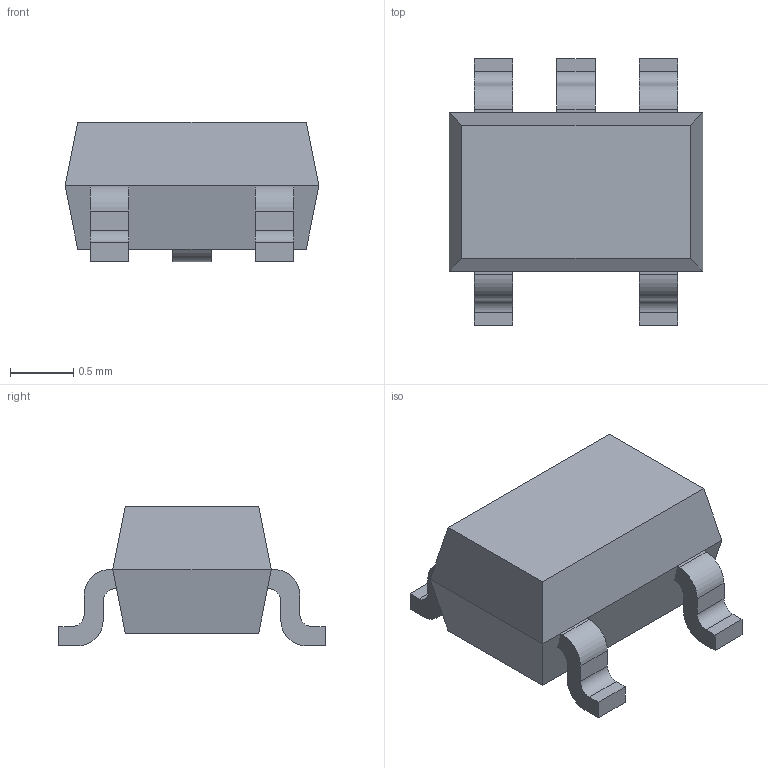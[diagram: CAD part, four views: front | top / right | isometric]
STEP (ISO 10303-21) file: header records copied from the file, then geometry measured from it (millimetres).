
FILE_DESCRIPTION(/* description */ (''),/* implementation_level */ '2;1');
FILE_NAME(/* name */ '5f51a19a6301df147ad9e527',/* time_stamp */ '2020-09-04T02:08:27+00:00',/* author */ (''),/* organization */ (''),/* preprocessor_version */ 'ST-DEVELOPER v16.7',/* originating_system */ $,/* authorisation */ $);
FILE_SCHEMA (('AUTOMOTIVE_DESIGN {1 0 10303 214 3 1 1}'));
Length unit declared in the file: metre
Products named in the file (6): Pin1; Pin3; Pin4; Pin5; Pin2; Body
Bounding box: 2 x 2.1 x 1.1 mm (x, y, z)
Volume: 2.4 mm3; surface area: 14 mm2
Topology: 6 solids, 6 shells, 80 faces, 200 edges, 132 vertices
Faces by surface type: plane 60, cylinder 20
Entity records: 2528 total; most frequent: CARTESIAN_POINT 418, DIRECTION 412, ORIENTED_EDGE 400, EDGE_CURVE 200, LINE 160, VECTOR 160, VERTEX_POINT 132, AXIS2_PLACEMENT_3D 126
